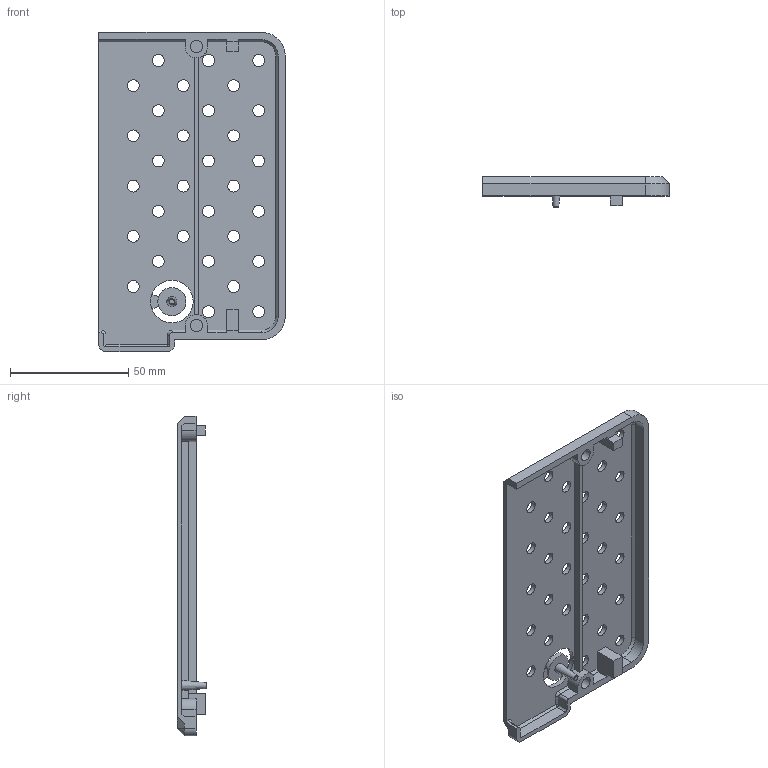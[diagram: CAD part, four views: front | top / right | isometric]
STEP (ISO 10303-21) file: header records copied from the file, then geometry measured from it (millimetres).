
FILE_DESCRIPTION(/* description */ (''),/* implementation_level */ '2;1');
FILE_NAME(/* name */ 'Framework Power Button Remix.step',/* time_stamp */ '2022-08-20T15:06:32-05:00',/* author */ (''),/* organization */ (''),/* preprocessor_version */ 'ST-DEVELOPER v18.1',/* originating_system */ 'Autodesk Translation Framework v10.10.0.1391',/* authorisation */ '');
FILE_SCHEMA (('AUTOMOTIVE_DESIGN { 1 0 10303 214 3 1 1 }'));
Length unit declared in the file: millimetre
Products named in the file (3): 7_ME_ASM_ASM; 8_FW_TOP_ASM_ASM; 9_FW_TOP_COVER_RIGHT
Assembly tree (2 placements, depth 3):
  7_ME_ASM_ASM
    8_FW_TOP_ASM_ASM
      9_FW_TOP_COVER_RIGHT
Bounding box: 78.74 x 12.6 x 134.83 mm (x, y, z)
Volume: 24871.9 mm3; surface area: 25386.2 mm2
Topology: 1 solids, 1 shells, 196 faces, 540 edges, 349 vertices
Faces by surface type: plane 112, cylinder 54, bspline 18, cone 11, torus 1
Full cylindrical faces by diameter (mm): 5 x31, 5.2 x2, 6 x1, 11.9 x1, 18 x1
Entity records: 6350 total; most frequent: CARTESIAN_POINT 1248, ORIENTED_EDGE 1072, DIRECTION 993, EDGE_CURVE 536, LINE 373, VECTOR 373, VERTEX_POINT 349, AXIS2_PLACEMENT_3D 310
